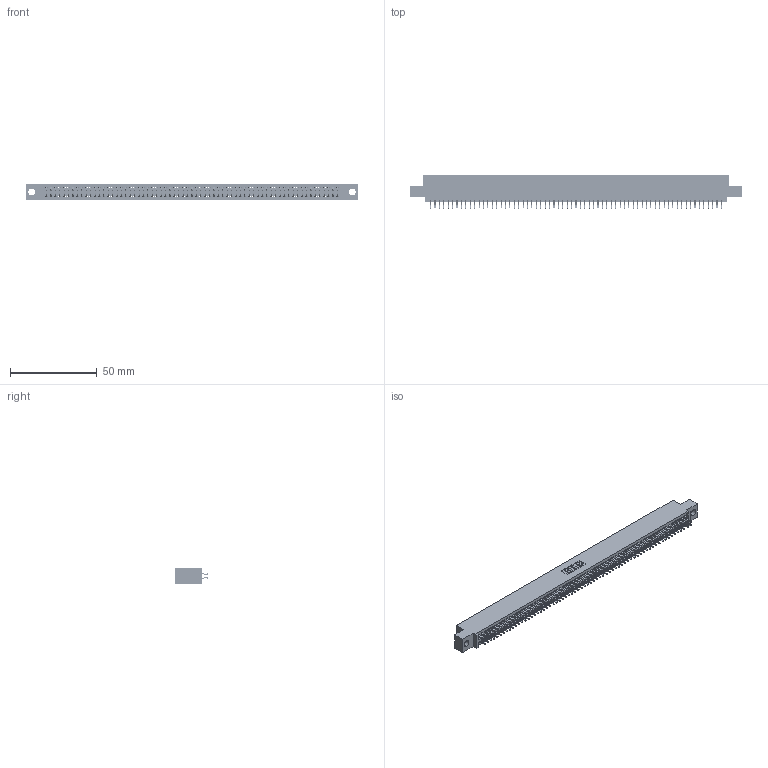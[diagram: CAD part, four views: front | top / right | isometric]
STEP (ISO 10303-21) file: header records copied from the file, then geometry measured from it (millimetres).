
FILE_DESCRIPTION (( 'STEP AP203' ), '1' );
FILE_NAME ('345-134-556-504.STEP', '2021-05-25T22:37:13', ( '' ), ( '' ), 'SwSTEP 2.0', 'SolidWorks 2020', '' );
FILE_SCHEMA (( 'CONFIG_CONTROL_DESIGN' ));
Length unit declared in the file: inch
Products named in the file (3): 345 Part_0.110 Offset - 0.156 Dia-TI; 345-134-556-504; 345-292-001_556 Tail
Assembly tree (135 placements, depth 2):
  345-134-556-504
    345 Part_0.110 Offset - 0.156 Dia-TI
    345-292-001_556 Tail  x134
Bounding box: 191.39 x 19.24 x 9.4 mm (x, y, z)
Volume: 18639.2 mm3; surface area: 27863.1 mm2
Topology: 135 solids, 135 shells, 7648 faces, 22767 edges, 14998 vertices
Faces by surface type: plane 5056, cylinder 2592
Entity records: 49975 total; most frequent: CARTESIAN_POINT 8374, ORIENTED_EDGE 8294, DIRECTION 7339, EDGE_CURVE 4147, LINE 3739, VECTOR 3739, VERTEX_POINT 2762, AXIS2_PLACEMENT_3D 1800
